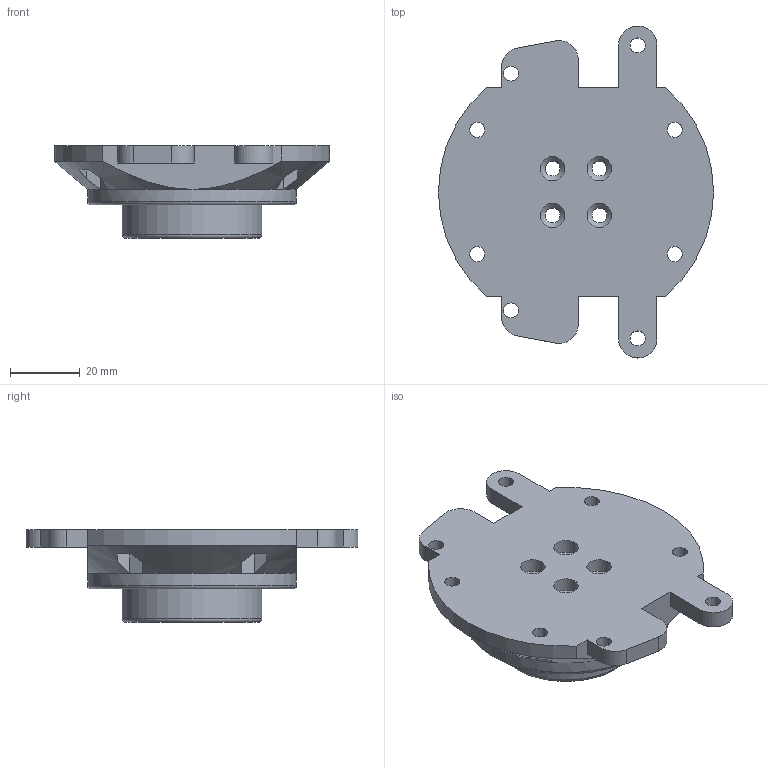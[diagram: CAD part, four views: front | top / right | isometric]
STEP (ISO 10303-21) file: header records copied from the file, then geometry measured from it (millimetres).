
FILE_DESCRIPTION(/* description */ (''),/* implementation_level */ '2;1');
FILE_NAME(/* name */ 'Base Plate v5.step',/* time_stamp */ '2022-05-20T11:07:25-04:00',/* author */ (''),/* organization */ (''),/* preprocessor_version */ 'ST-DEVELOPER v18.1',/* originating_system */ 'Autodesk Translation Framework v10.14.0.1471',/* authorisation */ '');
FILE_SCHEMA (('AUTOMOTIVE_DESIGN { 1 0 10303 214 3 1 1 }'));
Length unit declared in the file: millimetre
Products named in the file (1): Base Plate
Bounding box: 79 x 95.32 x 26.65 mm (x, y, z)
Volume: 73624.7 mm3; surface area: 16764.7 mm2
Topology: 1 solids, 1 shells, 81 faces, 219 edges, 141 vertices
Faces by surface type: plane 43, cylinder 26, cone 10, torus 2
Full cylindrical faces by diameter (mm): 4.3 x12, 7 x4, 40 x1, 60 x1
Entity records: 2604 total; most frequent: CARTESIAN_POINT 506, ORIENTED_EDGE 438, DIRECTION 426, EDGE_CURVE 219, AXIS2_PLACEMENT_3D 157, VERTEX_POINT 141, LINE 112, VECTOR 112
